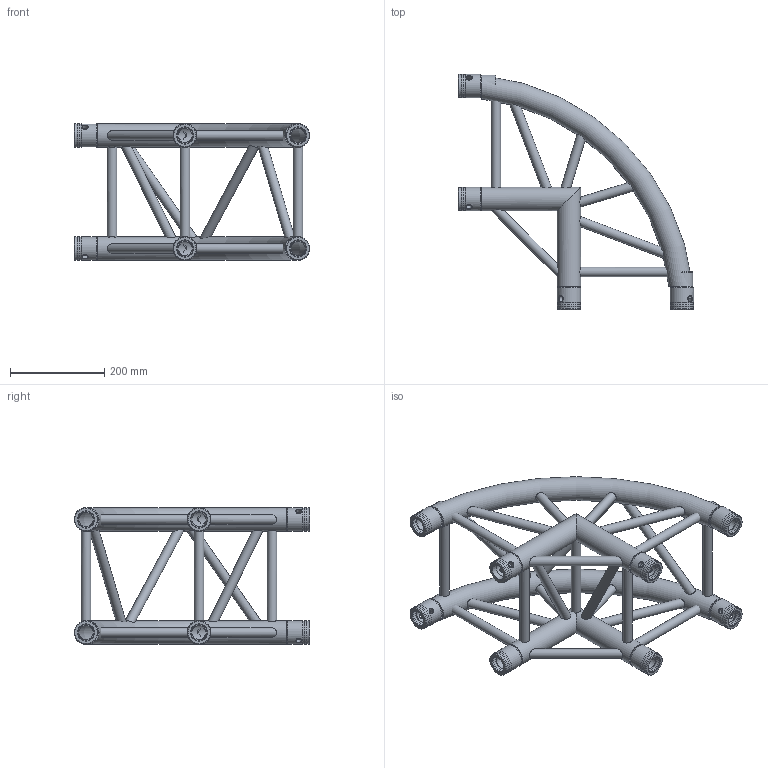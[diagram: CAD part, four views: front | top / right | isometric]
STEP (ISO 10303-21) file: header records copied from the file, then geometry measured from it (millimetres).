
FILE_DESCRIPTION(/* description */ (''),/* implementation_level */ '2;1');
FILE_NAME(/* name */ 'SQ-4121-CR-L90.stp',/* time_stamp */ '2021-02-25T12:18:15-08:00',/* author */ ('TheDanny'),/* organization */ (''),/* preprocessor_version */ 'ST-DEVELOPER v18.1',/* originating_system */ 'Autodesk Inventor 2021',/* authorisation */ '');
FILE_SCHEMA (('AUTOMOTIVE_DESIGN { 1 0 10303 214 3 1 1 }'));
Length unit declared in the file: inch
Products named in the file (37): SQ-4121-CR-L90; SQ-4121-CR-L901; SQ-4121-CR-L902; SQ-4121-CR-L903; SQ-4121-CR-L904; SQ-4121-CR-L905; SQ-4121-CR-L906; SQ-4121-CR-L907; SQ-4121-CR-L908; SQ-4121-CR-L909; SQ-4121-CR-L9010; SQ-4121-CR-L9011; SQ-4121-CR-L9012; SQ-4121-CR-L9013; SQ-4121-CR-L9014; SQ-4121-CR-L9015; SQ-4121-CR-L9016; SQ-4121-CR-L9017; SQ-4121-CR-L9018; SQ-4121-CR-L9019; SQ-4121-CR-L9020; SQ-4121-CR-L9021; SQ-4121-CR-L9022; SQ-4121-CR-L9023; SQ-4121-CR-L9024; SQ-4121-CR-L9025; SQ-4121-CR-L9026; SQ-4121-CR-L9027; SQ-4121-CR-L9028; SQ-4121-CR-L9029; SQ-4121-CR-L9030; SQ-4121-CR-L9031; SQ-4121-CR-L9032; SQ-4121-CR-L9033; SQ-4121-CR-L9034; SQ-4121-CR-L9035; SQ-4121-CR-L9036
Assembly tree (36 placements, depth 2):
  SQ-4121-CR-L90
    SQ-4121-CR-L901
    SQ-4121-CR-L902
    SQ-4121-CR-L903
    SQ-4121-CR-L904
    SQ-4121-CR-L905
    SQ-4121-CR-L906
    SQ-4121-CR-L907
    SQ-4121-CR-L908
    SQ-4121-CR-L909
    SQ-4121-CR-L9010
    SQ-4121-CR-L9011
    SQ-4121-CR-L9012
    SQ-4121-CR-L9013
    SQ-4121-CR-L9014
    SQ-4121-CR-L9015
    SQ-4121-CR-L9016
    SQ-4121-CR-L9017
    SQ-4121-CR-L9018
    SQ-4121-CR-L9019
    SQ-4121-CR-L9020
    SQ-4121-CR-L9021
    SQ-4121-CR-L9022
    SQ-4121-CR-L9023
    SQ-4121-CR-L9024
    SQ-4121-CR-L9025
    SQ-4121-CR-L9026
    SQ-4121-CR-L9027
    SQ-4121-CR-L9028
    SQ-4121-CR-L9029
    SQ-4121-CR-L9030
    SQ-4121-CR-L9031
    SQ-4121-CR-L9032
    SQ-4121-CR-L9033
    SQ-4121-CR-L9034
    SQ-4121-CR-L9035
    SQ-4121-CR-L9036
Bounding box: 499.9 x 499.9 x 290 mm (x, y, z)
Volume: 1793459.5 mm3; surface area: 1299099.5 mm2
Topology: 36 solids, 36 shells, 252 faces, 636 edges, 440 vertices
Faces by surface type: cylinder 114, cone 56, torus 42, plane 24, bspline 16
Full cylindrical faces by diameter (mm): 16 x24, 20 x24, 30.3 x8, 45.8 x8, 46 x4, 50 x12
Entity records: 19123 total; most frequent: CARTESIAN_POINT 11941, ORIENTED_EDGE 1272, DIRECTION 1122, EDGE_CURVE 636, AXIS2_PLACEMENT_3D 485, VERTEX_POINT 440, EDGE_LOOP 340, B_SPLINE_CURVE_WITH_KNOTS 308
